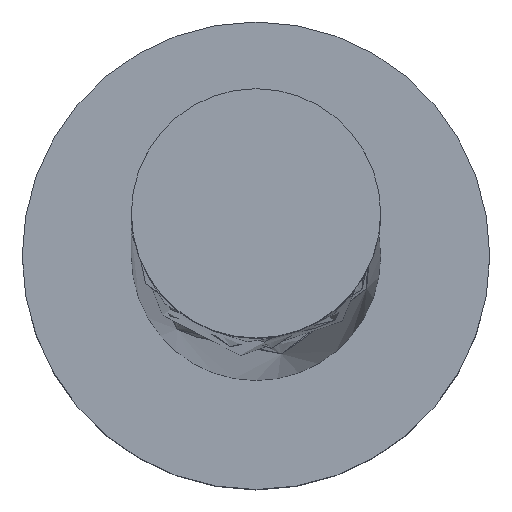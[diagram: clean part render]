
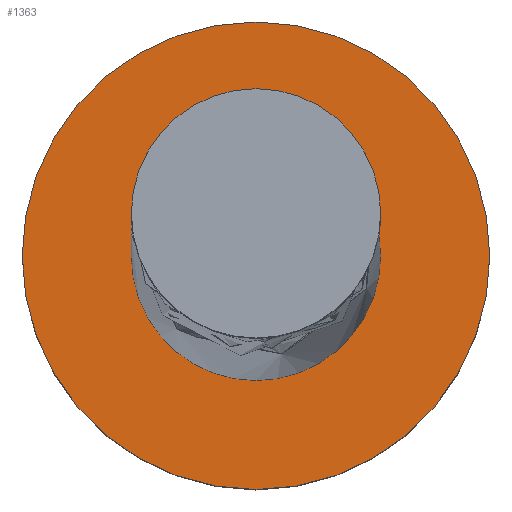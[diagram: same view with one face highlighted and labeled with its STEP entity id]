
A CAD part, top view. The second image highlights one B-rep face of the part: STEP entity #1363.
In plain terms, the highlighted planar face has unit normal (0, 0, 1).
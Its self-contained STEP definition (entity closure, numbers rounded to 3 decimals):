
#48 = ORIENTED_EDGE ( 'NONE', *, *, #759, .T. ) ;
#85 = AXIS2_PLACEMENT_3D ( 'NONE', #834, #1538, #1211 ) ;
#136 = PLANE ( 'NONE',  #1034 ) ;
#142 = VERTEX_POINT ( 'NONE', #984 ) ;
#146 = CIRCLE ( 'NONE', #1151, 1.6 ) ;
#162 = EDGE_LOOP ( 'NONE', ( #1022, #575 ) ) ;
#169 = VERTEX_POINT ( 'NONE', #855 ) ;
#188 = CARTESIAN_POINT ( 'NONE',  ( 0., 0., 3. ) ) ;
#198 = DIRECTION ( 'NONE',  ( 1., 0., 0. ) ) ;
#272 = ORIENTED_EDGE ( 'NONE', *, *, #1421, .T. ) ;
#288 = FACE_OUTER_BOUND ( 'NONE', #1444, .T. ) ;
#322 = CIRCLE ( 'NONE', #1008, 1.6 ) ;
#414 = FACE_BOUND ( 'NONE', #162, .T. ) ;
#471 = CARTESIAN_POINT ( 'NONE',  ( 3., 0., 3. ) ) ;
#522 = CARTESIAN_POINT ( 'NONE',  ( -3., 0., 3. ) ) ;
#538 = DIRECTION ( 'NONE',  ( 1., 0., 0. ) ) ;
#575 = ORIENTED_EDGE ( 'NONE', *, *, #1555, .F. ) ;
#608 = CARTESIAN_POINT ( 'NONE',  ( 0., 0., 3. ) ) ;
#617 = CARTESIAN_POINT ( 'NONE',  ( 0., 0., 3. ) ) ;
#659 = CARTESIAN_POINT ( 'NONE',  ( 0., 0., 3. ) ) ;
#759 = EDGE_CURVE ( 'NONE', #1559, #832, #1272, .T. ) ;
#769 = DIRECTION ( 'NONE',  ( 1., 0., 0. ) ) ;
#832 = VERTEX_POINT ( 'NONE', #522 ) ;
#834 = CARTESIAN_POINT ( 'NONE',  ( 0., 0., 3. ) ) ;
#855 = CARTESIAN_POINT ( 'NONE',  ( 1.6, 0., 3. ) ) ;
#984 = CARTESIAN_POINT ( 'NONE',  ( -1.6, 0., 3. ) ) ;
#1008 = AXIS2_PLACEMENT_3D ( 'NONE', #608, #1155, #1458 ) ;
#1022 = ORIENTED_EDGE ( 'NONE', *, *, #1138, .F. ) ;
#1034 = AXIS2_PLACEMENT_3D ( 'NONE', #617, #1474, #769 ) ;
#1125 = CIRCLE ( 'NONE', #1482, 3. ) ;
#1138 = EDGE_CURVE ( 'NONE', #142, #169, #146, .T. ) ;
#1151 = AXIS2_PLACEMENT_3D ( 'NONE', #659, #1347, #538 ) ;
#1155 = DIRECTION ( 'NONE',  ( 0., 0., 1. ) ) ;
#1211 = DIRECTION ( 'NONE',  ( 1., 0., 0. ) ) ;
#1272 = CIRCLE ( 'NONE', #85, 3. ) ;
#1335 = DIRECTION ( 'NONE',  ( 0., 0., 1. ) ) ;
#1347 = DIRECTION ( 'NONE',  ( 0., 0., 1. ) ) ;
#1363 = ADVANCED_FACE ( 'NONE', ( #414, #288 ), #136, .T. ) ;
#1421 = EDGE_CURVE ( 'NONE', #832, #1559, #1125, .T. ) ;
#1444 = EDGE_LOOP ( 'NONE', ( #272, #48 ) ) ;
#1458 = DIRECTION ( 'NONE',  ( 1., 0., 0. ) ) ;
#1474 = DIRECTION ( 'NONE',  ( 0., 0., 1. ) ) ;
#1482 = AXIS2_PLACEMENT_3D ( 'NONE', #188, #1335, #198 ) ;
#1538 = DIRECTION ( 'NONE',  ( 0., 0., 1. ) ) ;
#1555 = EDGE_CURVE ( 'NONE', #169, #142, #322, .T. ) ;
#1559 = VERTEX_POINT ( 'NONE', #471 ) ;
